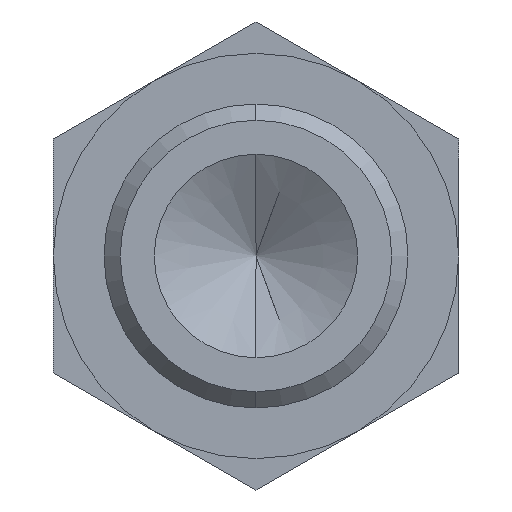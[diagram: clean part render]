
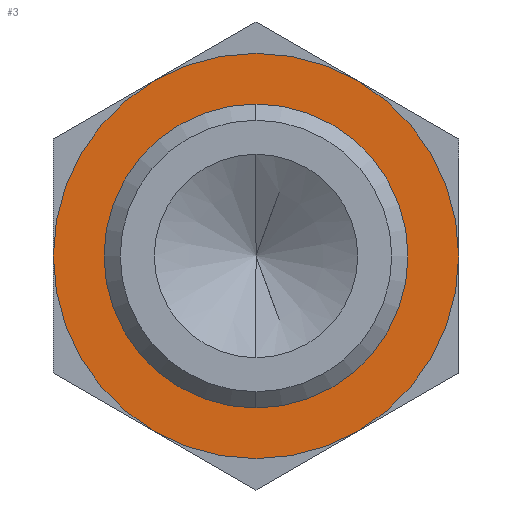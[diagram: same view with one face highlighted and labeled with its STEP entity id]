
A CAD part, left-side view. The second image highlights one B-rep face of the part: STEP entity #3.
In plain terms, the highlighted planar face has unit normal (-1, 0, 0).
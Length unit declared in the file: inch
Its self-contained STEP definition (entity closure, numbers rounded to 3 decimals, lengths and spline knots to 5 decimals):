
#3 = ADVANCED_FACE ( 'NONE', ( #760, #130 ), #500, .F. ) ;
#53 = ORIENTED_EDGE ( 'NONE', *, *, #557, .F. ) ;
#59 = CARTESIAN_POINT ( 'NONE',  ( 0.28, 0., 0. ) ) ;
#73 = EDGE_CURVE ( 'NONE', #825, #271, #242, .T. ) ;
#118 = VERTEX_POINT ( 'NONE', #609 ) ;
#130 = FACE_OUTER_BOUND ( 'NONE', #720, .T. ) ;
#136 = DIRECTION ( 'NONE',  ( 0., 0., -1. ) ) ;
#201 = CIRCLE ( 'NONE', #897, 0.1875 ) ;
#237 = CARTESIAN_POINT ( 'NONE',  ( 0.28, 0., 0. ) ) ;
#242 = CIRCLE ( 'NONE', #280, 0.1875 ) ;
#264 = CIRCLE ( 'NONE', #749, 0.25 ) ;
#271 = VERTEX_POINT ( 'NONE', #1002 ) ;
#280 = AXIS2_PLACEMENT_3D ( 'NONE', #614, #436, #136 ) ;
#360 = AXIS2_PLACEMENT_3D ( 'NONE', #237, #864, #440 ) ;
#383 = CARTESIAN_POINT ( 'NONE',  ( 0.28, 0., 0. ) ) ;
#436 = DIRECTION ( 'NONE',  ( 1., 0., 0. ) ) ;
#440 = DIRECTION ( 'NONE',  ( 0., 0., -1. ) ) ;
#498 = DIRECTION ( 'NONE',  ( 1., 0., 0. ) ) ;
#500 = PLANE ( 'NONE',  #1166 ) ;
#531 = DIRECTION ( 'NONE',  ( 0., 0., -1. ) ) ;
#546 = ORIENTED_EDGE ( 'NONE', *, *, #975, .F. ) ;
#557 = EDGE_CURVE ( 'NONE', #118, #1035, #973, .T. ) ;
#609 = CARTESIAN_POINT ( 'NONE',  ( 0.28, 0., -0.25 ) ) ;
#614 = CARTESIAN_POINT ( 'NONE',  ( 0.28, 0., 0. ) ) ;
#619 = DIRECTION ( 'NONE',  ( 0., 0., -1. ) ) ;
#651 = CARTESIAN_POINT ( 'NONE',  ( 0.28, 0., -0.1875 ) ) ;
#663 = ORIENTED_EDGE ( 'NONE', *, *, #73, .T. ) ;
#687 = DIRECTION ( 'NONE',  ( 1., 0., 0. ) ) ;
#698 = CARTESIAN_POINT ( 'NONE',  ( 0.28, 0., 0.25 ) ) ;
#720 = EDGE_LOOP ( 'NONE', ( #546, #53 ) ) ;
#736 = DIRECTION ( 'NONE',  ( 0., 1., 0. ) ) ;
#749 = AXIS2_PLACEMENT_3D ( 'NONE', #1027, #498, #619 ) ;
#760 = FACE_BOUND ( 'NONE', #927, .T. ) ;
#825 = VERTEX_POINT ( 'NONE', #651 ) ;
#864 = DIRECTION ( 'NONE',  ( 1., 0., 0. ) ) ;
#897 = AXIS2_PLACEMENT_3D ( 'NONE', #59, #687, #531 ) ;
#927 = EDGE_LOOP ( 'NONE', ( #1008, #663 ) ) ;
#973 = CIRCLE ( 'NONE', #360, 0.25 ) ;
#975 = EDGE_CURVE ( 'NONE', #1035, #118, #264, .T. ) ;
#1002 = CARTESIAN_POINT ( 'NONE',  ( 0.28, 0., 0.1875 ) ) ;
#1008 = ORIENTED_EDGE ( 'NONE', *, *, #1057, .T. ) ;
#1027 = CARTESIAN_POINT ( 'NONE',  ( 0.28, 0., 0. ) ) ;
#1035 = VERTEX_POINT ( 'NONE', #698 ) ;
#1057 = EDGE_CURVE ( 'NONE', #271, #825, #201, .T. ) ;
#1099 = DIRECTION ( 'NONE',  ( 1., 0., 0. ) ) ;
#1166 = AXIS2_PLACEMENT_3D ( 'NONE', #383, #1099, #736 ) ;
